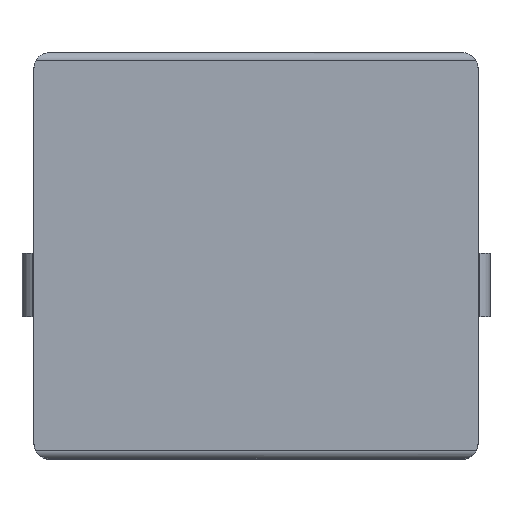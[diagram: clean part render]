
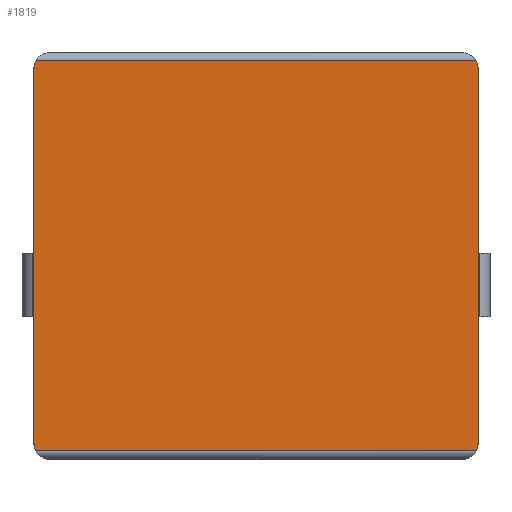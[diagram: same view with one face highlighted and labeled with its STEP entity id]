
A CAD part, top view. The second image highlights one B-rep face of the part: STEP entity #1819.
In plain terms, the highlighted planar face has unit normal (0, 0, 1).
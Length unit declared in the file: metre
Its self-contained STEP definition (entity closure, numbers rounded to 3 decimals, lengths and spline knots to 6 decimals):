
#1819=ADVANCED_FACE('0:414',(#3839),#3840,.T.);
#3839=FACE_OUTER_BOUND('',#5139,.T.);
#3840=PLANE('',#5140);
#5139=EDGE_LOOP('',(#7233,#7234,#7235,#7236,#7237,#7238,#7239,#7240));
#5140=AXIS2_PLACEMENT_3D('',#7241,#7242,#7243);
#7233=ORIENTED_EDGE('',*,*,#11564,.T.);
#7234=ORIENTED_EDGE('',*,*,#11565,.T.);
#7235=ORIENTED_EDGE('',*,*,#11566,.T.);
#7236=ORIENTED_EDGE('',*,*,#11567,.T.);
#7237=ORIENTED_EDGE('',*,*,#11568,.T.);
#7238=ORIENTED_EDGE('',*,*,#11569,.T.);
#7239=ORIENTED_EDGE('',*,*,#11570,.T.);
#7240=ORIENTED_EDGE('',*,*,#11571,.T.);
#7241=CARTESIAN_POINT('',(0.0,0.006605,0.000005));
#7242=DIRECTION('',(0.0,0.,1.0));
#7243=DIRECTION('',(0.0,-1.0,0.));
#11564=EDGE_CURVE('0:2355',#13186,#13187,#13188,.T.);
#11565=EDGE_CURVE('0:2358',#13187,#13189,#13190,.T.);
#11566=EDGE_CURVE('0:2361',#13189,#13191,#13192,.T.);
#11567=EDGE_CURVE('0:2364',#13191,#13193,#13194,.T.);
#11568=EDGE_CURVE('0:2367',#13193,#13195,#13196,.T.);
#11569=EDGE_CURVE('0:2370',#13195,#13197,#13198,.T.);
#11570=EDGE_CURVE('0:2373',#13197,#13199,#13200,.T.);
#11571=EDGE_CURVE('0:2376',#13199,#13186,#13201,.T.);
#13186=VERTEX_POINT('',#15057);
#13187=VERTEX_POINT('',#15058);
#13188=CIRCLE('',#15059,0.0005);
#13189=VERTEX_POINT('',#15060);
#13190=LINE('',#15061,#15062);
#13191=VERTEX_POINT('',#15063);
#13192=CIRCLE('',#15064,0.0005);
#13193=VERTEX_POINT('',#15065);
#13194=LINE('',#15066,#15067);
#13195=VERTEX_POINT('',#15068);
#13196=CIRCLE('',#15069,0.0005);
#13197=VERTEX_POINT('',#15070);
#13198=LINE('',#15071,#15072);
#13199=VERTEX_POINT('',#15073);
#13200=CIRCLE('',#15074,0.0005);
#13201=LINE('',#15075,#15076);
#15057=CARTESIAN_POINT('',(0.007,0.012505,0.000005));
#15058=CARTESIAN_POINT('',(0.006933,0.012755,0.000005));
#15059=AXIS2_PLACEMENT_3D('',#16497,#16498,#16499);
#15060=CARTESIAN_POINT('',(-0.006933,0.012755,0.000005));
#15061=CARTESIAN_POINT('',(0.006933,0.012755,0.000005));
#15062=VECTOR('',#16500,0.013866);
#15063=CARTESIAN_POINT('',(-0.007,0.012505,0.000005));
#15064=AXIS2_PLACEMENT_3D('',#16501,#16502,#16503);
#15065=CARTESIAN_POINT('',(-0.007,0.000705,0.000005));
#15066=CARTESIAN_POINT('',(-0.007,0.012505,0.000005));
#15067=VECTOR('',#16504,0.0118);
#15068=CARTESIAN_POINT('',(-0.006933,0.000455,0.000005));
#15069=AXIS2_PLACEMENT_3D('',#16505,#16506,#16507);
#15070=CARTESIAN_POINT('',(0.006933,0.000455,0.000005));
#15071=CARTESIAN_POINT('',(-0.006933,0.000455,0.000005));
#15072=VECTOR('',#16508,0.013866);
#15073=CARTESIAN_POINT('',(0.007,0.000705,0.000005));
#15074=AXIS2_PLACEMENT_3D('',#16509,#16510,#16511);
#15075=CARTESIAN_POINT('',(0.007,0.000705,0.000005));
#15076=VECTOR('',#16512,0.0118);
#16497=CARTESIAN_POINT('',(0.0065,0.012505,0.000005));
#16498=DIRECTION('',(0.0,0.,1.0));
#16499=DIRECTION('',(1.0,0.0,0.0));
#16500=DIRECTION('',(-1.0,-0.0,0.0));
#16501=CARTESIAN_POINT('',(-0.0065,0.012505,0.000005));
#16502=DIRECTION('',(0.0,0.,1.0));
#16503=DIRECTION('',(-0.866,0.5,0.));
#16504=DIRECTION('',(0.0,-1.0,0.));
#16505=CARTESIAN_POINT('',(-0.0065,0.000705,0.000005));
#16506=DIRECTION('',(0.0,0.,1.0));
#16507=DIRECTION('',(-1.0,0.,0.));
#16508=DIRECTION('',(1.0,0.0,0.0));
#16509=CARTESIAN_POINT('',(0.0065,0.000705,0.000005));
#16510=DIRECTION('',(0.0,0.,1.0));
#16511=DIRECTION('',(0.866,-0.5,0.));
#16512=DIRECTION('',(0.0,1.0,0.));
